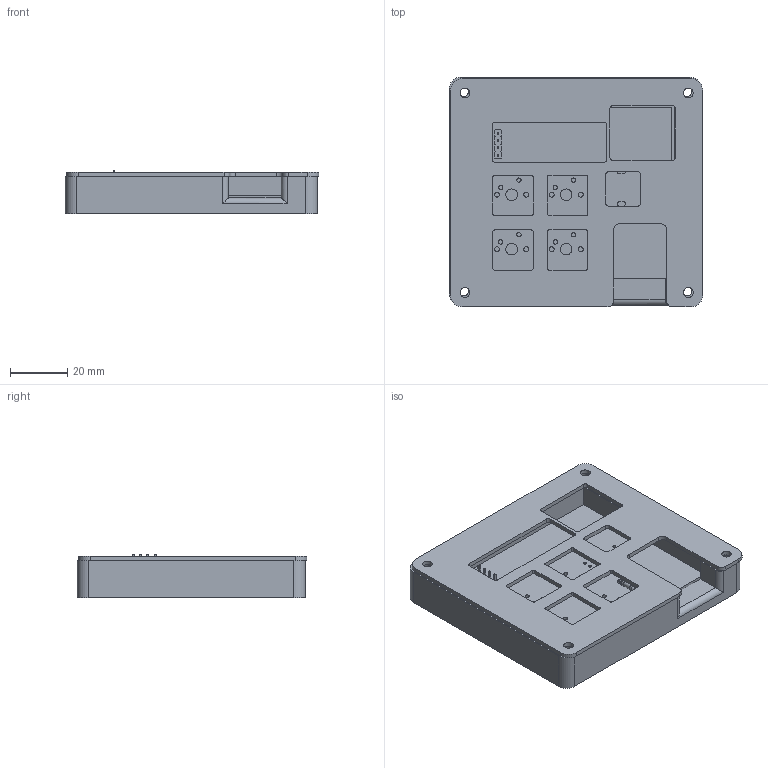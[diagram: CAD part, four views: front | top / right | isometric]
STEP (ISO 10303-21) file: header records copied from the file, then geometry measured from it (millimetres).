
FILE_DESCRIPTION(('FreeCAD Model'),'2;1');
FILE_NAME('Open CASCADE Shape Model','2026-01-24T19:59:35',(''),(''), 'Open CASCADE STEP processor 7.8','FreeCAD','Unknown');
FILE_SCHEMA(('AUTOMOTIVE_DESIGN { 1 0 10303 214 1 1 1 1 }'));
Length unit declared in the file: millimetre
Products named in the file (8): Unnamed; Case Cover v1; HACKPAD v1; jj's hackpad; hackpad 1; PinHeader_1x04_P2.54mm_Vertical; R_Axial_DIN0207_L6.3mm_D2.5mm_P10.16mm_Horizontal; Jayant co2 Hackpad_PCB
Assembly tree (6 placements, depth 3):
  Unnamed
    Case Cover v1
    HACKPAD v1
    hackpad 1
      PinHeader_1x04_P2.54mm_Vertical
      R_Axial_DIN0207_L6.3mm_D2.5mm_P10.16mm_Horizontal
      Jayant co2 Hackpad_PCB
  jj's hackpad
Bounding box: 88.44 x 80.19 x 15.13 mm (x, y, z)
Volume: 59861.2 mm3; surface area: 40443.1 mm2
Topology: 5 solids, 5 shells, 273 faces, 701 edges, 454 vertices
Faces by surface type: plane 172, cylinder 97, torus 4
Full cylindrical faces by diameter (mm): 0.6 x4, 0.8 x2, 1 x9, 1.5 x8, 1.7 x8, 2.25 x1, 2.5 x2, 3.4 x8, 4 x4, 6 x4
Entity records: 9190 total; most frequent: DIRECTION 1461, CARTESIAN_POINT 1436, ORIENTED_EDGE 1402, EDGE_CURVE 701, LINE 503, VECTOR 503, AXIS2_PLACEMENT_3D 479, VERTEX_POINT 454
